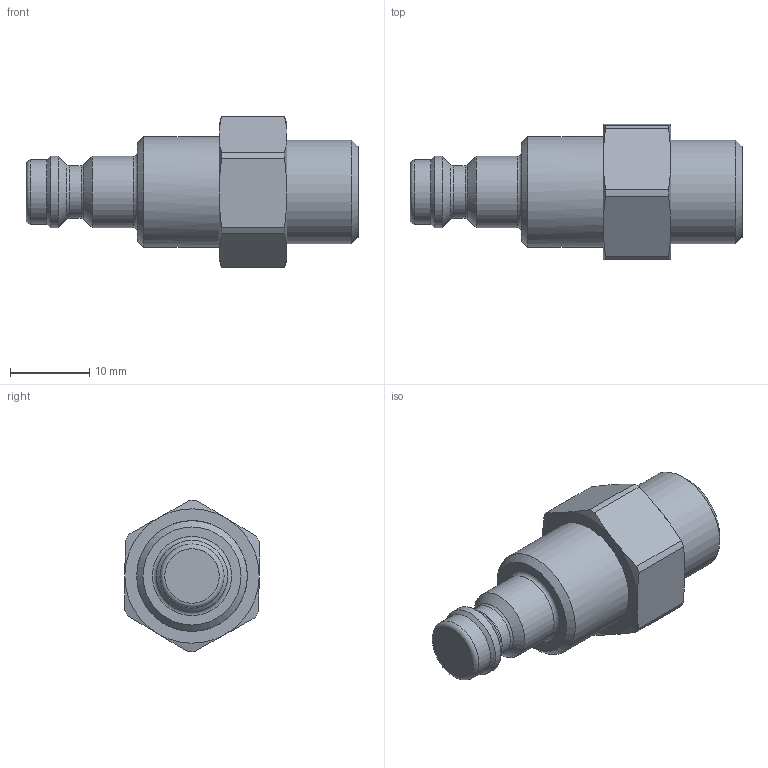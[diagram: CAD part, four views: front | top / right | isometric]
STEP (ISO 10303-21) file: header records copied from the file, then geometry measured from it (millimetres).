
FILE_DESCRIPTION((''),'2;1');
FILE_NAME('21sbaw13mpx.stp','2013-06-27T11:43:04',('IA176480'),(''),'Autodesk Inventor 2013','Autodesk Inventor 2013','');
FILE_SCHEMA(('AUTOMOTIVE_DESIGN { 1 0 10303 214 1 1 1 1 }'));
Length unit declared in the file: millimetre
Products named in the file (1): D107131
Bounding box: 42 x 17.14 x 19.15 mm (x, y, z)
Volume: 5671.7 mm3; surface area: 2330.8 mm2
Topology: 1 solids, 3 shells, 53 faces, 116 edges, 69 vertices
Faces by surface type: cone 20, cylinder 16, plane 12, torus 5
Full cylindrical faces by diameter (mm): 6.65 x1, 8.1 x1, 9 x2, 10.88 x1, 11 x1, 11.46 x2, 13.157 x1, 14 x1
Entity records: 1337 total; most frequent: CARTESIAN_POINT 252, DIRECTION 222, ORIENTED_EDGE 174, AXIS2_PLACEMENT_3D 105, EDGE_CURVE 87, EDGE_LOOP 80, VERTEX_POINT 63, FACE_OUTER_BOUND 53
